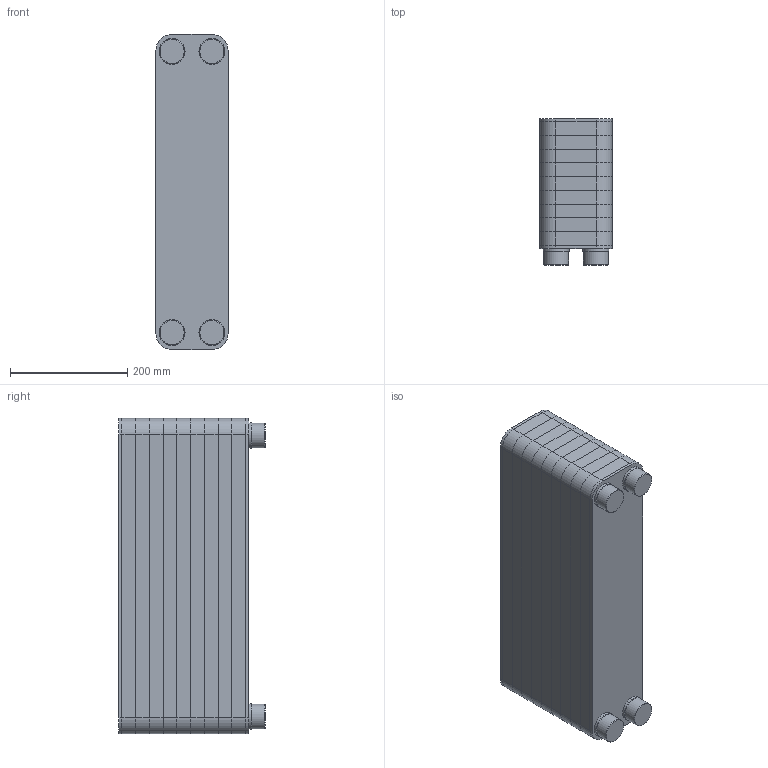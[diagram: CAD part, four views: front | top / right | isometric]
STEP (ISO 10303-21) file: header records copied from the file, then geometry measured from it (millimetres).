
FILE_DESCRIPTION(/* description */ (''),/* implementation_level */ '2;1');
FILE_NAME(/* name */ '3d_RLB-60-90-P30-8040100.stp',/* time_stamp */ '2020-08-24T07:46:07+02:00',/* author */ ('Andrzej'),/* organization */ (''),/* preprocessor_version */ 'ST-DEVELOPER v16.13',/* originating_system */ 'AutoCAD Mechanical',/* authorisation */ '');
FILE_SCHEMA (('AUTOMOTIVE_DESIGN { 1 0 10303 214 3 1 1 }'));
Length unit declared in the file: millimetre
Products named in the file (1): Product
Bounding box: 123 x 249.5 x 538 mm (x, y, z)
Volume: 14679307.9 mm3; surface area: 1751499.3 mm2
Topology: 15 solids, 15 shells, 146 faces, 1112 edges, 1792 vertices
Faces by surface type: plane 78, cylinder 52, cone 12, torus 4
Full cylindrical faces by diameter (mm): 42.4 x4, 44.171 x4
Entity records: 10647 total; most frequent: CARTESIAN_POINT 3027, DIRECTION 1898, STYLED_ITEM 807, TRIMMED_CURVE 792, AXIS2_PLACEMENT_3D 663, ORIENTED_EDGE 592, LINE 572, VECTOR 572
